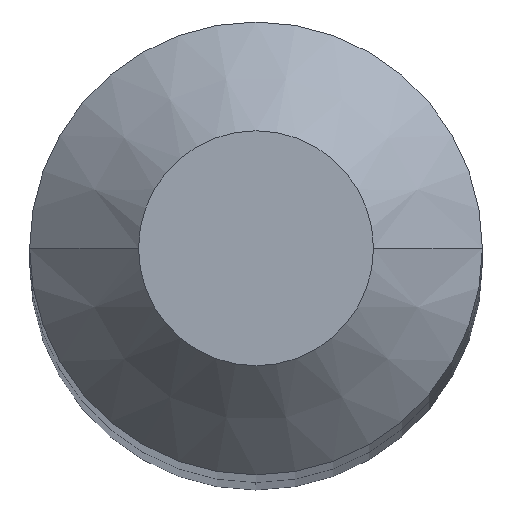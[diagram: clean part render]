
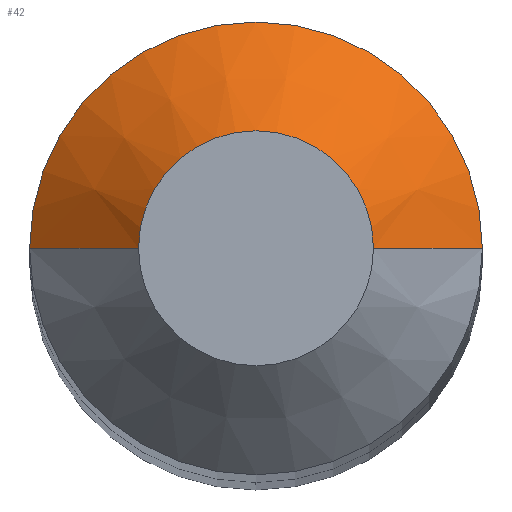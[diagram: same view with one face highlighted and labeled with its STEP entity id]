
A CAD part, top view. The second image highlights one B-rep face of the part: STEP entity #42.
In plain terms, the highlighted conical face has half-angle 45 degrees and reference radius 1.65 mm.
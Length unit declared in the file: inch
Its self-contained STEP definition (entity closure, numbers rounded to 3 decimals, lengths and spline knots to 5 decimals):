
#27 = ORIENTED_EDGE ( 'NONE', *, *, #40, .T. ) ;
#40 = EDGE_CURVE ( 'NONE', #236, #302, #132, .T. ) ;
#42 = ADVANCED_FACE ( 'NONE', ( #370 ), #385, .T. ) ;
#48 = DIRECTION ( 'NONE',  ( 0., 0., 1. ) ) ;
#56 = EDGE_CURVE ( 'NONE', #236, #307, #188, .T. ) ;
#66 = CARTESIAN_POINT ( 'NONE',  ( -0.06495, 0., -0.03125 ) ) ;
#67 = DIRECTION ( 'NONE',  ( -0.707, 0., -0.707 ) ) ;
#74 = VERTEX_POINT ( 'NONE', #66 ) ;
#92 = EDGE_LOOP ( 'NONE', ( #151, #27, #282, #247 ) ) ;
#97 = DIRECTION ( 'NONE',  ( 0.707, 0., -0.707 ) ) ;
#102 = LINE ( 'NONE', #342, #294 ) ;
#114 = DIRECTION ( 'NONE',  ( 1., 0., 0. ) ) ;
#126 = AXIS2_PLACEMENT_3D ( 'NONE', #364, #365, #308 ) ;
#129 = DIRECTION ( 'NONE',  ( 0., 0., -1. ) ) ;
#132 = LINE ( 'NONE', #232, #194 ) ;
#151 = ORIENTED_EDGE ( 'NONE', *, *, #56, .F. ) ;
#170 = EDGE_CURVE ( 'NONE', #307, #74, #102, .T. ) ;
#174 = CARTESIAN_POINT ( 'NONE',  ( 0., 0., -0.03125 ) ) ;
#187 = AXIS2_PLACEMENT_3D ( 'NONE', #225, #129, #198 ) ;
#188 = CIRCLE ( 'NONE', #126, 0.0337 ) ;
#194 = VECTOR ( 'NONE', #97, 39.37008 ) ;
#198 = DIRECTION ( 'NONE',  ( -1., 0., 0. ) ) ;
#199 = CIRCLE ( 'NONE', #332, 0.06495 ) ;
#220 = EDGE_CURVE ( 'NONE', #302, #74, #199, .T. ) ;
#225 = CARTESIAN_POINT ( 'NONE',  ( 0., 0., -0.03125 ) ) ;
#232 = CARTESIAN_POINT ( 'NONE',  ( 0.06495, 0., -0.03125 ) ) ;
#234 = CARTESIAN_POINT ( 'NONE',  ( -0.0337, 0., 0. ) ) ;
#236 = VERTEX_POINT ( 'NONE', #297 ) ;
#237 = CARTESIAN_POINT ( 'NONE',  ( 0.06495, 0., -0.03125 ) ) ;
#247 = ORIENTED_EDGE ( 'NONE', *, *, #170, .F. ) ;
#282 = ORIENTED_EDGE ( 'NONE', *, *, #220, .T. ) ;
#294 = VECTOR ( 'NONE', #67, 39.37008 ) ;
#297 = CARTESIAN_POINT ( 'NONE',  ( 0.0337, 0., 0. ) ) ;
#302 = VERTEX_POINT ( 'NONE', #237 ) ;
#307 = VERTEX_POINT ( 'NONE', #234 ) ;
#308 = DIRECTION ( 'NONE',  ( 1., 0., 0. ) ) ;
#332 = AXIS2_PLACEMENT_3D ( 'NONE', #174, #48, #114 ) ;
#342 = CARTESIAN_POINT ( 'NONE',  ( -0.06495, 0., -0.03125 ) ) ;
#364 = CARTESIAN_POINT ( 'NONE',  ( 0., 0., 0. ) ) ;
#365 = DIRECTION ( 'NONE',  ( 0., 0., 1. ) ) ;
#370 = FACE_OUTER_BOUND ( 'NONE', #92, .T. ) ;
#385 = CONICAL_SURFACE ( 'NONE', #187, 0.06495, 0.785 ) ;
